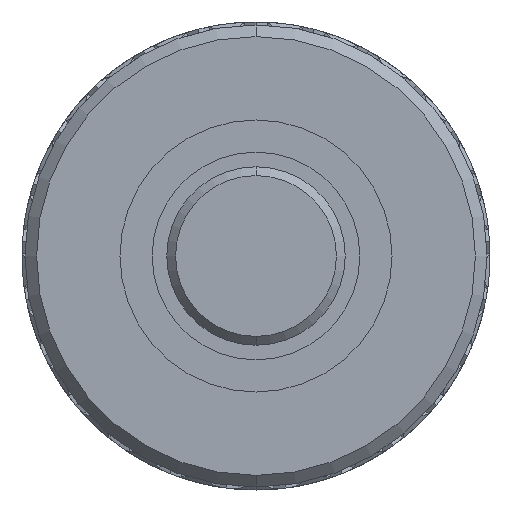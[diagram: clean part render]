
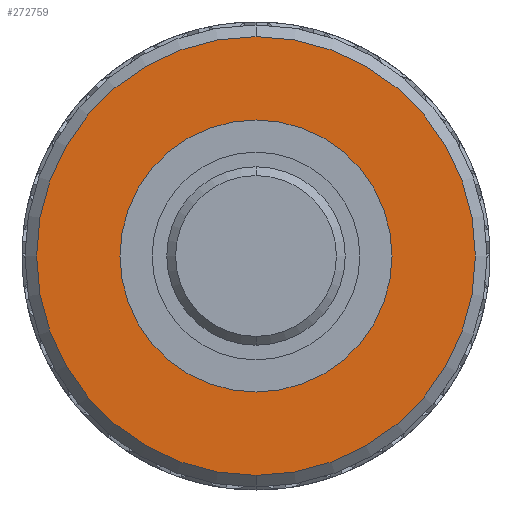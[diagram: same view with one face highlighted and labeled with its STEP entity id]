
A CAD part, front view. The second image highlights one B-rep face of the part: STEP entity #272759.
In plain terms, the highlighted planar face has unit normal (0, -1, 0).
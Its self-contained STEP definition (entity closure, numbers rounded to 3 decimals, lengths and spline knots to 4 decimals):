
#52516=CARTESIAN_POINT('',(0.,-5.35,0.));
#52517=DIRECTION('',(0.,1.,0.));
#52518=DIRECTION('',(0.,0.,-1.));
#52519=AXIS2_PLACEMENT_3D('',#52516,#52517,#52518);
#52521=CARTESIAN_POINT('',(0.,-5.35,0.));
#52522=DIRECTION('',(0.,1.,0.));
#52523=DIRECTION('',(0.,0.,1.));
#52524=AXIS2_PLACEMENT_3D('',#52521,#52522,#52523);
#52536=CARTESIAN_POINT('',(0.,-5.35,0.));
#52537=DIRECTION('',(0.,1.,0.));
#52538=DIRECTION('',(0.,0.,-1.));
#52539=AXIS2_PLACEMENT_3D('',#52536,#52537,#52538);
#52541=CARTESIAN_POINT('',(0.,-5.35,0.));
#52542=DIRECTION('',(0.,1.,0.));
#52543=DIRECTION('',(0.,0.,1.));
#52544=AXIS2_PLACEMENT_3D('',#52541,#52542,#52543);
#52709=CARTESIAN_POINT('',(0.,-5.35,-2.325));
#52710=CARTESIAN_POINT('',(0.,-5.35,2.325));
#52711=VERTEX_POINT('',#52709);
#52712=VERTEX_POINT('',#52710);
#53775=CARTESIAN_POINT('',(0.,-5.35,-3.75));
#53776=CARTESIAN_POINT('',(0.,-5.35,3.75));
#53777=VERTEX_POINT('',#53775);
#53778=VERTEX_POINT('',#53776);
#272744=CARTESIAN_POINT('',(0.,-5.35,0.));
#272745=DIRECTION('',(0.,1.,0.));
#272746=DIRECTION('',(0.,0.,-1.));
#272747=AXIS2_PLACEMENT_3D('',#272744,#272745,#272746);
#272748=PLANE('',#272747);
#272749=ORIENTED_EDGE('',*,*,#272726,.T.);
#272750=ORIENTED_EDGE('',*,*,#272711,.T.);
#272751=EDGE_LOOP('',(#272749,#272750));
#272752=FACE_OUTER_BOUND('',#272751,.F.);
#272754=ORIENTED_EDGE('',*,*,#272753,.F.);
#272756=ORIENTED_EDGE('',*,*,#272755,.F.);
#272757=EDGE_LOOP('',(#272754,#272756));
#272758=FACE_BOUND('',#272757,.F.);
#52520=CIRCLE('',#52519,3.75);
#52525=CIRCLE('',#52524,3.75);
#52540=CIRCLE('',#52539,2.325);
#52545=CIRCLE('',#52544,2.325);
#272711=EDGE_CURVE('',#53778,#53777,#52525,.T.);
#272726=EDGE_CURVE('',#53777,#53778,#52520,.T.);
#272753=EDGE_CURVE('',#52711,#52712,#52540,.T.);
#272755=EDGE_CURVE('',#52712,#52711,#52545,.T.);
#272759=ADVANCED_FACE('',(#272752,#272758),#272748,.F.);
